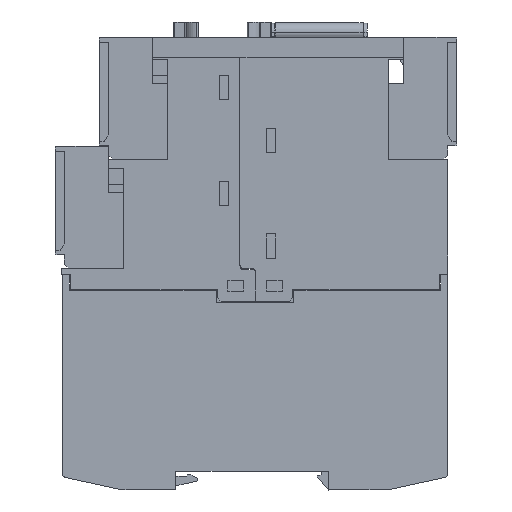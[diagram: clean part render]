
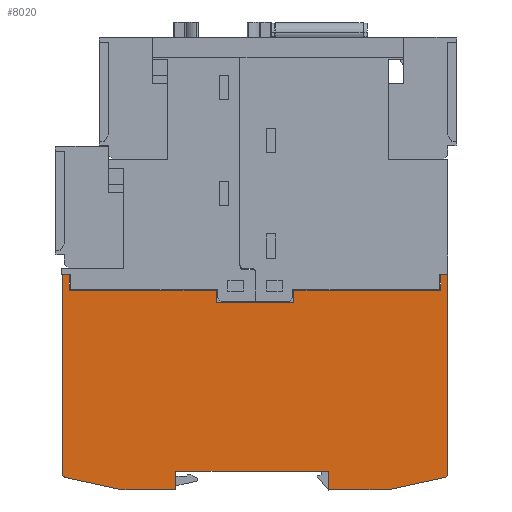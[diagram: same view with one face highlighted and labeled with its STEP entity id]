
A CAD part, left-side view. The second image highlights one B-rep face of the part: STEP entity #8020.
In plain terms, the highlighted planar face has unit normal (-1, 0, 0).
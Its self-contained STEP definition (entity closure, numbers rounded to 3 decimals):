
#8020=ADVANCED_FACE('',(#16618),#16619,.F.);
#16618=FACE_OUTER_BOUND('',#25603,.T.);
#16619=PLANE('',#25604);
#25603=EDGE_LOOP('',(#51084,#51085,#51086,#51087,#51088,#51089,#51090,#51091,#51092,#51093,#51094,#51095,#51096,#51097,#51098,#51099,#51100,#51101,#51102,#51103,#51104,#51105));
#25604=AXIS2_PLACEMENT_3D('',#51106,#51107,#51108);
#51084=ORIENTED_EDGE('',*,*,#61126,.T.);
#51085=ORIENTED_EDGE('',*,*,#64346,.T.);
#51086=ORIENTED_EDGE('',*,*,#64350,.T.);
#51087=ORIENTED_EDGE('',*,*,#64353,.T.);
#51088=ORIENTED_EDGE('',*,*,#64357,.T.);
#51089=ORIENTED_EDGE('',*,*,#64360,.T.);
#51090=ORIENTED_EDGE('',*,*,#64362,.T.);
#51091=ORIENTED_EDGE('',*,*,#64182,.T.);
#51092=ORIENTED_EDGE('',*,*,#64366,.T.);
#51093=ORIENTED_EDGE('',*,*,#64369,.T.);
#51094=ORIENTED_EDGE('',*,*,#61586,.T.);
#51095=ORIENTED_EDGE('',*,*,#64373,.T.);
#51096=ORIENTED_EDGE('',*,*,#64377,.F.);
#51097=ORIENTED_EDGE('',*,*,#64381,.T.);
#51098=ORIENTED_EDGE('',*,*,#64384,.T.);
#51099=ORIENTED_EDGE('',*,*,#64387,.T.);
#51100=ORIENTED_EDGE('',*,*,#64236,.T.);
#51101=ORIENTED_EDGE('',*,*,#64288,.T.);
#51102=ORIENTED_EDGE('',*,*,#64394,.T.);
#51103=ORIENTED_EDGE('',*,*,#64398,.T.);
#51104=ORIENTED_EDGE('',*,*,#64402,.F.);
#51105=ORIENTED_EDGE('',*,*,#64405,.T.);
#51106=CARTESIAN_POINT('',(0.1,53.472,28.736));
#51107=DIRECTION('',(1.0,0.0,0.0));
#51108=DIRECTION('',(0.0,0.0,-1.0));
#61126=EDGE_CURVE('',#75411,#75409,#75412,.T.);
#61586=EDGE_CURVE('',#76140,#76137,#76141,.T.);
#64182=EDGE_CURVE('',#79914,#79912,#79915,.T.);
#64236=EDGE_CURVE('',#79972,#79994,#79996,.T.);
#64288=EDGE_CURVE('',#79994,#80068,#80070,.T.);
#64346=EDGE_CURVE('',#75409,#80152,#80154,.T.);
#64350=EDGE_CURVE('',#80152,#80158,#80160,.T.);
#64353=EDGE_CURVE('',#80158,#80162,#80164,.T.);
#64357=EDGE_CURVE('',#80162,#80167,#80169,.T.);
#64360=EDGE_CURVE('',#80167,#80171,#80173,.T.);
#64362=EDGE_CURVE('',#80171,#79914,#80175,.T.);
#64366=EDGE_CURVE('',#79912,#80179,#80181,.T.);
#64369=EDGE_CURVE('',#80179,#76140,#80184,.T.);
#64373=EDGE_CURVE('',#76137,#80188,#80190,.T.);
#64377=EDGE_CURVE('',#80194,#80188,#80196,.T.);
#64381=EDGE_CURVE('',#80194,#80200,#80202,.T.);
#64384=EDGE_CURVE('',#80200,#80204,#80206,.T.);
#64387=EDGE_CURVE('',#80204,#79972,#80209,.T.);
#64394=EDGE_CURVE('',#80068,#80217,#80219,.T.);
#64398=EDGE_CURVE('',#80217,#80223,#80225,.T.);
#64402=EDGE_CURVE('',#80229,#80223,#80231,.T.);
#64405=EDGE_CURVE('',#80229,#75411,#80234,.T.);
#75409=VERTEX_POINT('',#95983);
#75411=VERTEX_POINT('',#95986);
#75412=LINE('',#95987,#95988);
#76137=VERTEX_POINT('',#97063);
#76140=VERTEX_POINT('',#97067);
#76141=LINE('',#97068,#97069);
#79912=VERTEX_POINT('',#102557);
#79914=VERTEX_POINT('',#102560);
#79915=LINE('',#102561,#102562);
#79972=VERTEX_POINT('',#102641);
#79994=VERTEX_POINT('',#102674);
#79996=LINE('',#102677,#102678);
#80068=VERTEX_POINT('',#102785);
#80070=LINE('',#102788,#102789);
#80152=VERTEX_POINT('',#102910);
#80154=LINE('',#102913,#102914);
#80158=VERTEX_POINT('',#102919);
#80160=LINE('',#102922,#102923);
#80162=VERTEX_POINT('',#102925);
#80164=LINE('',#102928,#102929);
#80167=VERTEX_POINT('',#102933);
#80169=LINE('',#102936,#102937);
#80171=VERTEX_POINT('',#102939);
#80173=LINE('',#102942,#102943);
#80175=LINE('',#102945,#102946);
#80179=VERTEX_POINT('',#102951);
#80181=LINE('',#102954,#102955);
#80184=LINE('',#102959,#102960);
#80188=VERTEX_POINT('',#102965);
#80190=LINE('',#102968,#102969);
#80194=VERTEX_POINT('',#102973);
#80196=CIRCLE('',#102976,0.8);
#80200=VERTEX_POINT('',#102981);
#80202=LINE('',#102984,#102985);
#80204=VERTEX_POINT('',#102987);
#80206=LINE('',#102990,#102991);
#80209=LINE('',#102995,#102996);
#80217=VERTEX_POINT('',#103007);
#80219=LINE('',#103010,#103011);
#80223=VERTEX_POINT('',#103016);
#80225=LINE('',#103019,#103020);
#80229=VERTEX_POINT('',#103024);
#80231=CIRCLE('',#103027,0.8);
#80234=LINE('',#103031,#103032);
#95983=CARTESIAN_POINT('',(0.1,3.85,57.2));
#95986=CARTESIAN_POINT('',(0.1,2.45,57.2));
#95987=CARTESIAN_POINT('',(0.1,2.45,57.2));
#95988=VECTOR('',#112428,1.0);
#97063=CARTESIAN_POINT('',(0.1,104.45,57.2));
#97067=CARTESIAN_POINT('',(0.1,103.05,57.2));
#97068=CARTESIAN_POINT('',(0.1,103.05,57.2));
#97069=VECTOR('',#112822,1.0);
#102557=CARTESIAN_POINT('',(0.1,102.65,52.9));
#102560=CARTESIAN_POINT('',(0.1,63.75,52.9));
#102561=CARTESIAN_POINT('',(0.1,63.75,52.9));
#102562=VECTOR('',#114979,1.0);
#102641=CARTESIAN_POINT('',(0.1,74.45,5.));
#102674=CARTESIAN_POINT('',(0.1,33.95,5.));
#102677=CARTESIAN_POINT('',(0.1,74.45,5.));
#102678=VECTOR('',#115032,1.0);
#102785=CARTESIAN_POINT('',(0.1,33.95,0.));
#102788=CARTESIAN_POINT('',(0.1,33.95,5.));
#102789=VECTOR('',#115069,1.0);
#102910=CARTESIAN_POINT('',(0.1,4.25,56.8));
#102913=CARTESIAN_POINT('',(0.1,3.85,57.2));
#102914=VECTOR('',#115110,1.0);
#102919=CARTESIAN_POINT('',(0.1,4.25,52.9));
#102922=CARTESIAN_POINT('',(0.1,4.25,56.8));
#102923=VECTOR('',#115113,1.0);
#102925=CARTESIAN_POINT('',(0.1,43.15,52.9));
#102928=CARTESIAN_POINT('',(0.1,4.25,52.9));
#102929=VECTOR('',#115115,1.0);
#102933=CARTESIAN_POINT('',(0.1,43.15,49.7));
#102936=CARTESIAN_POINT('',(0.1,43.15,52.9));
#102937=VECTOR('',#115118,1.0);
#102939=CARTESIAN_POINT('',(0.1,63.75,49.7));
#102942=CARTESIAN_POINT('',(0.1,43.15,49.7));
#102943=VECTOR('',#115120,1.0);
#102945=CARTESIAN_POINT('',(0.1,63.75,49.7));
#102946=VECTOR('',#115121,1.0);
#102951=CARTESIAN_POINT('',(0.1,102.65,56.8));
#102954=CARTESIAN_POINT('',(0.1,102.65,52.9));
#102955=VECTOR('',#115124,1.0);
#102959=CARTESIAN_POINT('',(0.1,102.65,56.8));
#102960=VECTOR('',#115126,1.0);
#102965=CARTESIAN_POINT('',(0.1,104.45,4.144));
#102968=CARTESIAN_POINT('',(0.1,104.45,57.2));
#102969=VECTOR('',#115129,1.0);
#102973=CARTESIAN_POINT('',(0.1,103.821,3.362));
#102976=AXIS2_PLACEMENT_3D('',#115134,#115135,#115136);
#102981=CARTESIAN_POINT('',(0.1,88.45,0.));
#102984=CARTESIAN_POINT('',(0.1,103.821,3.362));
#102985=VECTOR('',#115139,1.0);
#102987=CARTESIAN_POINT('',(0.1,74.45,0.));
#102990=CARTESIAN_POINT('',(0.1,88.45,0.));
#102991=VECTOR('',#115141,1.0);
#102995=CARTESIAN_POINT('',(0.1,74.45,0.));
#102996=VECTOR('',#115143,1.0);
#103007=CARTESIAN_POINT('',(0.1,18.45,0.));
#103010=CARTESIAN_POINT('',(0.1,33.95,0.));
#103011=VECTOR('',#115148,1.0);
#103016=CARTESIAN_POINT('',(0.1,3.079,3.362));
#103019=CARTESIAN_POINT('',(0.1,18.45,0.));
#103020=VECTOR('',#115151,1.0);
#103024=CARTESIAN_POINT('',(0.1,2.45,4.144));
#103027=AXIS2_PLACEMENT_3D('',#115156,#115157,#115158);
#103031=CARTESIAN_POINT('',(0.1,2.45,4.144));
#103032=VECTOR('',#115160,1.0);
#112428=DIRECTION('',(0.0,1.0,0.0));
#112822=DIRECTION('',(0.0,1.0,0.0));
#114979=DIRECTION('',(0.0,1.0,0.0));
#115032=DIRECTION('',(0.0,-1.0,0.0));
#115069=DIRECTION('',(0.0,0.0,-1.0));
#115110=DIRECTION('',(0.0,0.707,-0.707));
#115113=DIRECTION('',(0.0,0.0,-1.0));
#115115=DIRECTION('',(0.0,1.0,0.0));
#115118=DIRECTION('',(0.0,0.0,-1.0));
#115120=DIRECTION('',(0.0,1.0,0.0));
#115121=DIRECTION('',(0.0,0.0,1.0));
#115124=DIRECTION('',(0.0,0.0,1.0));
#115126=DIRECTION('',(0.0,0.707,0.707));
#115129=DIRECTION('',(0.0,0.0,-1.0));
#115134=CARTESIAN_POINT('',(0.1,103.65,4.144));
#115135=DIRECTION('',(1.0,0.0,0.0));
#115136=DIRECTION('',(0.0,0.214,-0.977));
#115139=DIRECTION('',(0.0,-0.977,-0.214));
#115141=DIRECTION('',(0.0,-1.0,0.0));
#115143=DIRECTION('',(0.0,0.0,1.0));
#115148=DIRECTION('',(0.0,-1.0,0.0));
#115151=DIRECTION('',(0.0,-0.977,0.214));
#115156=CARTESIAN_POINT('',(0.1,3.25,4.144));
#115157=DIRECTION('',(1.0,0.0,0.0));
#115158=DIRECTION('',(0.0,-1.0,0.));
#115160=DIRECTION('',(0.0,0.0,1.0));
